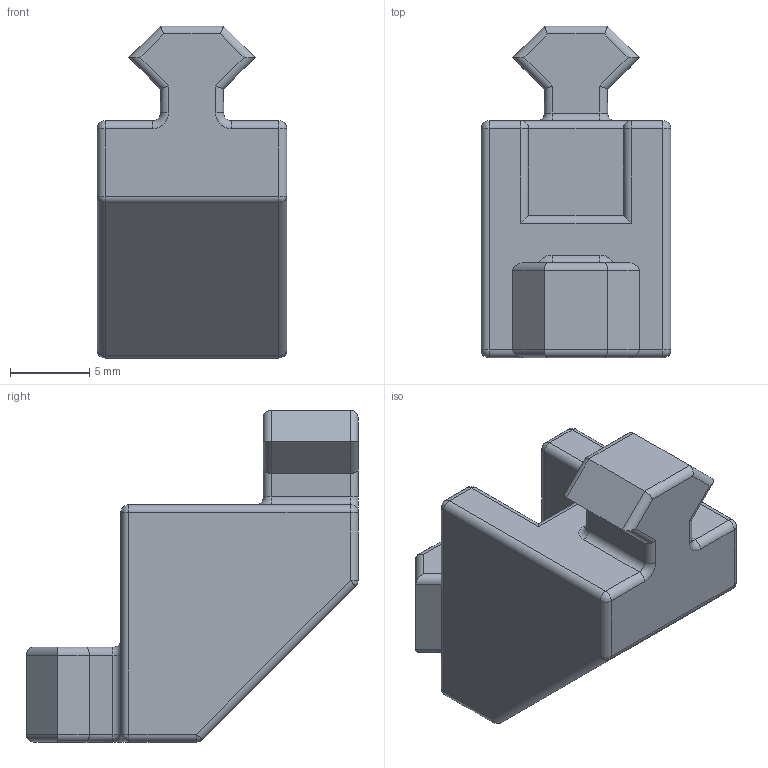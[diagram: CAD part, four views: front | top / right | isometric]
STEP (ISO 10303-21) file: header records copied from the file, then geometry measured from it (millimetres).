
FILE_DESCRIPTION(('STEP AP242'), '1');
FILE_NAME('item3dPrinterDoorCorner', '', ('UNSPECIFIED'), ('UNSPECIFIED'), 'C3D Converter', 'C3D Toolkit', '');
FILE_SCHEMA(('AP242_MANAGED_MODEL_BASED_3D_ENGINEERING_MIM_LF { 1 0 10303 442 1 1 4 }'));
Length unit declared in the file: millimetre
Bounding box: 12 x 21 x 21 mm (x, y, z)
Volume: 2256.8 mm3; surface area: 1324.4 mm2
Topology: 1 solids, 1 shells, 105 faces, 241 edges, 126 vertices
Faces by surface type: cylinder 58, plane 27, sphere 12, torus 8
Entity records: 2806 total; most frequent: CARTESIAN_POINT 545, DIRECTION 481, ORIENTED_EDGE 458, EDGE_CURVE 229, AXIS2_PLACEMENT_3D 174, LINE 133, VECTOR 133, VERTEX_POINT 126
